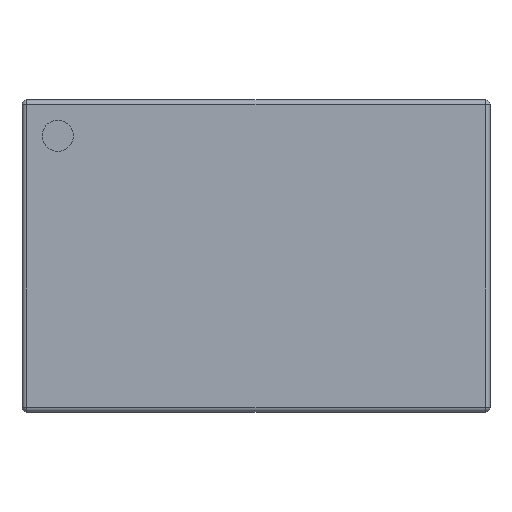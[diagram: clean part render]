
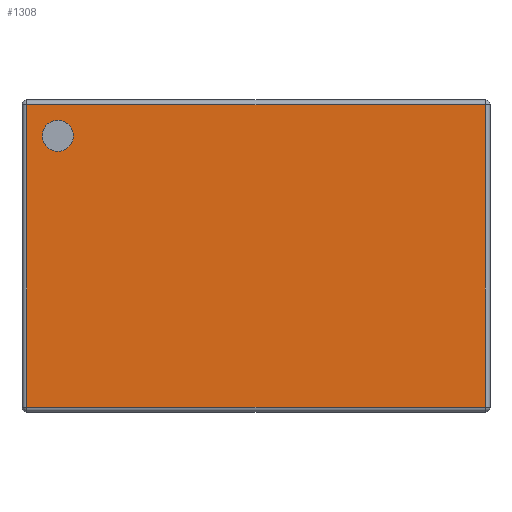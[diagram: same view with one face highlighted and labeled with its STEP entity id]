
A CAD part, top view. The second image highlights one B-rep face of the part: STEP entity #1308.
In plain terms, the highlighted planar face has unit normal (0, 0, 1).
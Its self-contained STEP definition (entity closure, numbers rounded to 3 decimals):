
#79 = ORIENTED_EDGE ( 'NONE', *, *, #1136, .T. ) ;
#114 = DIRECTION ( 'NONE',  ( 1., 0., 0. ) ) ;
#121 = CARTESIAN_POINT ( 'NONE',  ( 0., -0.97, 0.475 ) ) ;
#139 = VECTOR ( 'NONE', #775, 1000. ) ;
#151 = VERTEX_POINT ( 'NONE', #2304 ) ;
#179 = VECTOR ( 'NONE', #888, 1000. ) ;
#241 = VECTOR ( 'NONE', #1636, 1000. ) ;
#242 = CARTESIAN_POINT ( 'NONE',  ( -1.27, 0.77, 0.475 ) ) ;
#250 = CARTESIAN_POINT ( 'NONE',  ( 0., 0., 0.475 ) ) ;
#267 = EDGE_CURVE ( 'NONE', #989, #151, #2272, .T. ) ;
#330 = ORIENTED_EDGE ( 'NONE', *, *, #1119, .F. ) ;
#459 = VERTEX_POINT ( 'NONE', #1577 ) ;
#518 = ORIENTED_EDGE ( 'NONE', *, *, #1721, .T. ) ;
#652 = VERTEX_POINT ( 'NONE', #1025 ) ;
#740 = DIRECTION ( 'NONE',  ( 0., 0., 1. ) ) ;
#775 = DIRECTION ( 'NONE',  ( 0., -1., 0. ) ) ;
#804 = EDGE_CURVE ( 'NONE', #3019, #652, #1068, .T. ) ;
#810 = CARTESIAN_POINT ( 'NONE',  ( -1.47, -0.97, 0.475 ) ) ;
#823 = ORIENTED_EDGE ( 'NONE', *, *, #804, .T. ) ;
#888 = DIRECTION ( 'NONE',  ( 1., 0., 0. ) ) ;
#931 = CARTESIAN_POINT ( 'NONE',  ( 1.47, 0., 0.475 ) ) ;
#968 = FACE_OUTER_BOUND ( 'NONE', #2989, .T. ) ;
#989 = VERTEX_POINT ( 'NONE', #3127 ) ;
#1021 = LINE ( 'NONE', #2953, #139 ) ;
#1025 = CARTESIAN_POINT ( 'NONE',  ( 1.47, -0.97, 0.475 ) ) ;
#1068 = LINE ( 'NONE', #121, #179 ) ;
#1069 = LINE ( 'NONE', #1339, #241 ) ;
#1119 = EDGE_CURVE ( 'NONE', #151, #989, #2782, .T. ) ;
#1136 = EDGE_CURVE ( 'NONE', #2516, #3019, #1021, .T. ) ;
#1177 = ORIENTED_EDGE ( 'NONE', *, *, #267, .F. ) ;
#1248 = DIRECTION ( 'NONE',  ( 0., 0., -1. ) ) ;
#1285 = ORIENTED_EDGE ( 'NONE', *, *, #2801, .T. ) ;
#1303 = AXIS2_PLACEMENT_3D ( 'NONE', #2561, #2605, #114 ) ;
#1308 = ADVANCED_FACE ( 'NONE', ( #1711, #968 ), #2180, .F. ) ;
#1339 = CARTESIAN_POINT ( 'NONE',  ( 0., 0.97, 0.475 ) ) ;
#1484 = DIRECTION ( 'NONE',  ( 1., 0., 0. ) ) ;
#1577 = CARTESIAN_POINT ( 'NONE',  ( 1.47, 0.97, 0.475 ) ) ;
#1636 = DIRECTION ( 'NONE',  ( -1., 0., 0. ) ) ;
#1711 = FACE_BOUND ( 'NONE', #2246, .T. ) ;
#1721 = EDGE_CURVE ( 'NONE', #652, #459, #3104, .T. ) ;
#1903 = DIRECTION ( 'NONE',  ( 0., 1., 0. ) ) ;
#1953 = DIRECTION ( 'NONE',  ( -1., 0., 0. ) ) ;
#2180 = PLANE ( 'NONE',  #2331 ) ;
#2246 = EDGE_LOOP ( 'NONE', ( #1177, #330 ) ) ;
#2272 = CIRCLE ( 'NONE', #1303, 0.1 ) ;
#2274 = VECTOR ( 'NONE', #1903, 1000. ) ;
#2304 = CARTESIAN_POINT ( 'NONE',  ( -1.37, 0.77, 0.475 ) ) ;
#2331 = AXIS2_PLACEMENT_3D ( 'NONE', #250, #1248, #1953 ) ;
#2449 = CARTESIAN_POINT ( 'NONE',  ( -1.47, 0.97, 0.475 ) ) ;
#2516 = VERTEX_POINT ( 'NONE', #2449 ) ;
#2561 = CARTESIAN_POINT ( 'NONE',  ( -1.27, 0.77, 0.475 ) ) ;
#2605 = DIRECTION ( 'NONE',  ( 0., 0., 1. ) ) ;
#2782 = CIRCLE ( 'NONE', #3133, 0.1 ) ;
#2801 = EDGE_CURVE ( 'NONE', #459, #2516, #1069, .T. ) ;
#2953 = CARTESIAN_POINT ( 'NONE',  ( -1.47, 0., 0.475 ) ) ;
#2989 = EDGE_LOOP ( 'NONE', ( #79, #823, #518, #1285 ) ) ;
#3019 = VERTEX_POINT ( 'NONE', #810 ) ;
#3104 = LINE ( 'NONE', #931, #2274 ) ;
#3127 = CARTESIAN_POINT ( 'NONE',  ( -1.17, 0.77, 0.475 ) ) ;
#3133 = AXIS2_PLACEMENT_3D ( 'NONE', #242, #740, #1484 ) ;
